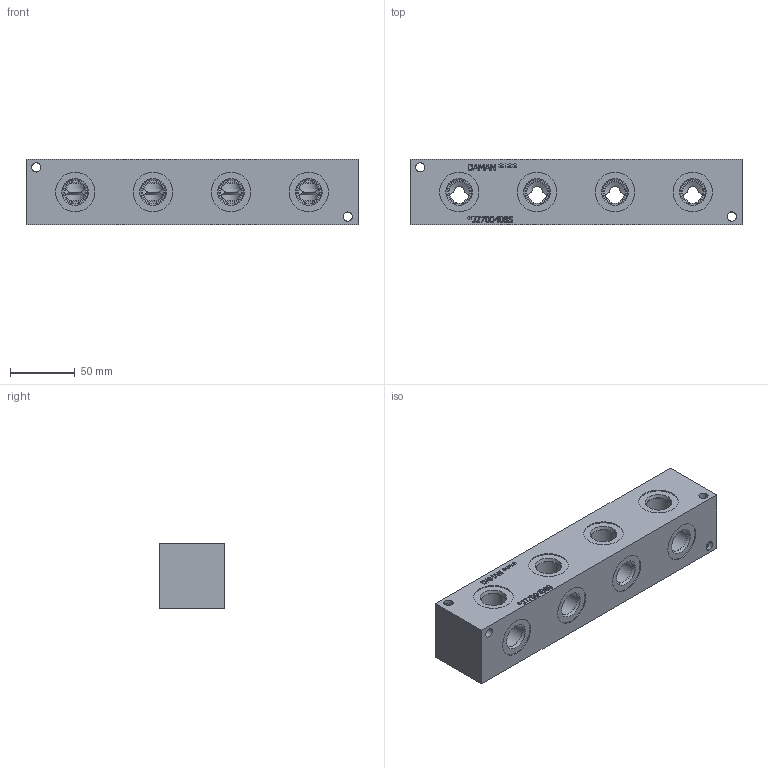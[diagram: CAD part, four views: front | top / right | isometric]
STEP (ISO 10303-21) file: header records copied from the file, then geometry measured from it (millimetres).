
FILE_DESCRIPTION(/* description */ (''),/* implementation_level */ '2;1');
FILE_NAME(/* name */ '_J2700408S.stp',/* time_stamp */ '2022-06-02T13:39:48-04:00',/* author */ ('bobbyh'),/* organization */ (''),/* preprocessor_version */ 'ST-DEVELOPER v18',/* originating_system */ 'Autodesk Inventor 2020',/* authorisation */ '');
FILE_SCHEMA (('AUTOMOTIVE_DESIGN { 1 0 10303 214 3 1 1 }'));
Length unit declared in the file: millimetre
Products named in the file (1): Part_+J2700408S_3D
Bounding box: 257.18 x 50.8 x 50.8 mm (x, y, z)
Volume: 579373.4 mm3; surface area: 73938.7 mm2
Topology: 1 solids, 1 shells, 462 faces, 1234 edges, 818 vertices
Faces by surface type: plane 239, bspline 95, cylinder 72, cone 56
Full cylindrical faces by diameter (mm): 7.137 x8, 17.501 x12, 19.05 x12, 19.253 x12, 30.632 x12
Entity records: 15395 total; most frequent: CARTESIAN_POINT 3914, ORIENTED_EDGE 2468, DIRECTION 2018, EDGE_CURVE 1234, VERTEX_POINT 818, LINE 730, VECTOR 730, AXIS2_PLACEMENT_3D 644
